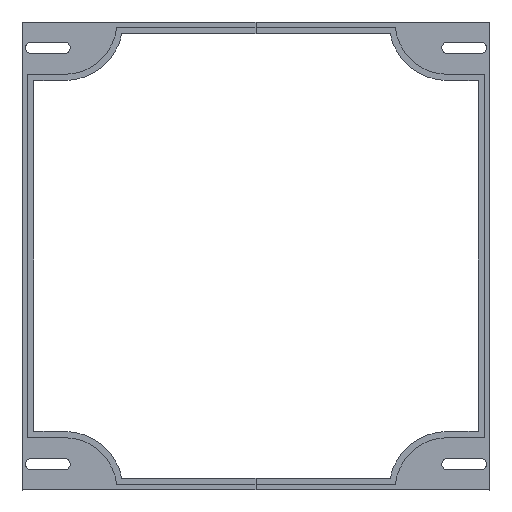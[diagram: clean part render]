
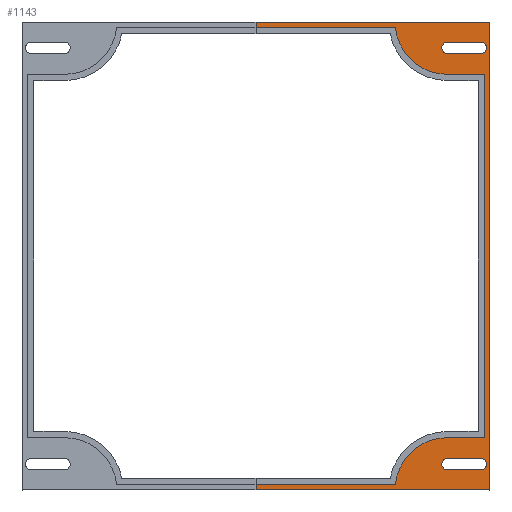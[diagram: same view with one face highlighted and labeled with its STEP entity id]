
A CAD part, top view. The second image highlights one B-rep face of the part: STEP entity #1143.
In plain terms, the highlighted planar face has unit normal (0, 0, 1).
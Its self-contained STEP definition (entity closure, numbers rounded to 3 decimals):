
#17=FACE_BOUND('',#144,.T.);
#18=FACE_BOUND('',#145,.T.);
#25=CIRCLE('',#1212,15.65);
#27=CIRCLE('',#1217,15.65);
#31=CIRCLE('',#1225,1.7);
#32=CIRCLE('',#1226,1.7);
#33=CIRCLE('',#1227,1.7);
#34=CIRCLE('',#1228,1.7);
#83=FACE_OUTER_BOUND('',#143,.T.);
#143=EDGE_LOOP('',(#809,#810,#811,#812,#813,#814,#815,#816,#817,#818,#819,
#820));
#144=EDGE_LOOP('',(#821,#822,#823,#824));
#145=EDGE_LOOP('',(#825,#826,#827,#828));
#201=LINE('',#1626,#337);
#205=LINE('',#1634,#341);
#208=LINE('',#1640,#344);
#213=LINE('',#1654,#349);
#218=LINE('',#1664,#354);
#226=LINE('',#1688,#362);
#233=LINE('',#1701,#369);
#234=LINE('',#1704,#370);
#235=LINE('',#1706,#371);
#236=LINE('',#1707,#372);
#237=LINE('',#1710,#373);
#238=LINE('',#1714,#374);
#239=LINE('',#1718,#375);
#240=LINE('',#1722,#376);
#337=VECTOR('',#1304,10.);
#341=VECTOR('',#1310,10.);
#344=VECTOR('',#1315,10.);
#349=VECTOR('',#1328,10.);
#354=VECTOR('',#1335,10.);
#362=VECTOR('',#1357,10.);
#369=VECTOR('',#1366,10.);
#370=VECTOR('',#1369,10.);
#371=VECTOR('',#1370,10.);
#372=VECTOR('',#1371,10.);
#373=VECTOR('',#1372,10.);
#374=VECTOR('',#1375,10.);
#375=VECTOR('',#1378,10.);
#376=VECTOR('',#1381,10.);
#473=VERTEX_POINT('',#1624);
#474=VERTEX_POINT('',#1625);
#477=VERTEX_POINT('',#1633);
#479=VERTEX_POINT('',#1639);
#481=VERTEX_POINT('',#1645);
#483=VERTEX_POINT('',#1651);
#486=VERTEX_POINT('',#1658);
#488=VERTEX_POINT('',#1662);
#497=VERTEX_POINT('',#1687);
#502=VERTEX_POINT('',#1699);
#503=VERTEX_POINT('',#1703);
#504=VERTEX_POINT('',#1705);
#505=VERTEX_POINT('',#1708);
#506=VERTEX_POINT('',#1709);
#507=VERTEX_POINT('',#1711);
#508=VERTEX_POINT('',#1713);
#509=VERTEX_POINT('',#1716);
#510=VERTEX_POINT('',#1717);
#511=VERTEX_POINT('',#1719);
#512=VERTEX_POINT('',#1721);
#585=EDGE_CURVE('',#473,#474,#201,.T.);
#589=EDGE_CURVE('',#477,#473,#205,.T.);
#592=EDGE_CURVE('',#479,#477,#208,.T.);
#595=EDGE_CURVE('',#481,#479,#25,.T.);
#599=EDGE_CURVE('',#483,#481,#213,.T.);
#604=EDGE_CURVE('',#488,#486,#218,.T.);
#605=EDGE_CURVE('',#474,#488,#27,.T.);
#616=EDGE_CURVE('',#486,#497,#226,.T.);
#623=EDGE_CURVE('',#483,#502,#233,.T.);
#624=EDGE_CURVE('',#502,#503,#234,.T.);
#625=EDGE_CURVE('',#503,#504,#235,.T.);
#626=EDGE_CURVE('',#504,#497,#236,.T.);
#627=EDGE_CURVE('',#505,#506,#237,.T.);
#628=EDGE_CURVE('',#506,#507,#31,.T.);
#629=EDGE_CURVE('',#507,#508,#238,.T.);
#630=EDGE_CURVE('',#508,#505,#32,.T.);
#631=EDGE_CURVE('',#509,#510,#239,.T.);
#632=EDGE_CURVE('',#510,#511,#33,.T.);
#633=EDGE_CURVE('',#511,#512,#240,.T.);
#634=EDGE_CURVE('',#512,#509,#34,.T.);
#809=ORIENTED_EDGE('',*,*,#623,.T.);
#810=ORIENTED_EDGE('',*,*,#624,.T.);
#811=ORIENTED_EDGE('',*,*,#625,.T.);
#812=ORIENTED_EDGE('',*,*,#626,.T.);
#813=ORIENTED_EDGE('',*,*,#616,.F.);
#814=ORIENTED_EDGE('',*,*,#604,.F.);
#815=ORIENTED_EDGE('',*,*,#605,.F.);
#816=ORIENTED_EDGE('',*,*,#585,.F.);
#817=ORIENTED_EDGE('',*,*,#589,.F.);
#818=ORIENTED_EDGE('',*,*,#592,.F.);
#819=ORIENTED_EDGE('',*,*,#595,.F.);
#820=ORIENTED_EDGE('',*,*,#599,.F.);
#821=ORIENTED_EDGE('',*,*,#627,.T.);
#822=ORIENTED_EDGE('',*,*,#628,.T.);
#823=ORIENTED_EDGE('',*,*,#629,.T.);
#824=ORIENTED_EDGE('',*,*,#630,.T.);
#825=ORIENTED_EDGE('',*,*,#631,.T.);
#826=ORIENTED_EDGE('',*,*,#632,.T.);
#827=ORIENTED_EDGE('',*,*,#633,.T.);
#828=ORIENTED_EDGE('',*,*,#634,.T.);
#1097=PLANE('',#1224);
#1143=ADVANCED_FACE('',(#83,#17,#18),#1097,.T.);
#1212=AXIS2_PLACEMENT_3D('',#1646,#1320,#1321);
#1217=AXIS2_PLACEMENT_3D('',#1666,#1338,#1339);
#1224=AXIS2_PLACEMENT_3D('',#1702,#1367,#1368);
#1225=AXIS2_PLACEMENT_3D('',#1712,#1373,#1374);
#1226=AXIS2_PLACEMENT_3D('',#1715,#1376,#1377);
#1227=AXIS2_PLACEMENT_3D('',#1720,#1379,#1380);
#1228=AXIS2_PLACEMENT_3D('',#1723,#1382,#1383);
#1304=DIRECTION('',(-1.,0.,0.));
#1310=DIRECTION('',(0.,1.,0.));
#1315=DIRECTION('',(1.,0.,0.));
#1320=DIRECTION('center_axis',(0.,0.,-1.));
#1321=DIRECTION('ref_axis',(0.,1.,0.));
#1328=DIRECTION('',(1.,0.,0.));
#1335=DIRECTION('',(-1.,0.,0.));
#1338=DIRECTION('center_axis',(0.,0.,-1.));
#1339=DIRECTION('ref_axis',(-0.994,-0.105,0.));
#1357=DIRECTION('',(0.,1.,0.));
#1366=DIRECTION('',(0.,-1.,0.));
#1367=DIRECTION('center_axis',(0.,0.,1.));
#1368=DIRECTION('ref_axis',(1.,0.,0.));
#1369=DIRECTION('',(1.,0.,0.));
#1370=DIRECTION('',(0.,1.,0.));
#1371=DIRECTION('',(-1.,0.,0.));
#1372=DIRECTION('',(1.,0.,0.));
#1373=DIRECTION('center_axis',(0.,0.,-1.));
#1374=DIRECTION('ref_axis',(0.,-1.,0.));
#1375=DIRECTION('',(-1.,0.,0.));
#1376=DIRECTION('center_axis',(0.,0.,-1.));
#1377=DIRECTION('ref_axis',(0.,1.,0.));
#1378=DIRECTION('',(-1.,0.,0.));
#1379=DIRECTION('center_axis',(0.,0.,-1.));
#1380=DIRECTION('ref_axis',(0.,1.,0.));
#1381=DIRECTION('',(1.,0.,0.));
#1382=DIRECTION('center_axis',(0.,0.,-1.));
#1383=DIRECTION('ref_axis',(0.,-1.,0.));
#1624=CARTESIAN_POINT('',(195.85,147.35,0.5));
#1625=CARTESIAN_POINT('',(184.75,147.35,0.5));
#1626=CARTESIAN_POINT('',(161.675,147.35,0.5));
#1633=CARTESIAN_POINT('',(195.85,38.65,0.5));
#1634=CARTESIAN_POINT('',(195.85,65.825,0.5));
#1639=CARTESIAN_POINT('',(184.75,38.65,0.5));
#1640=CARTESIAN_POINT('',(156.125,38.65,0.5));
#1645=CARTESIAN_POINT('',(169.187,24.65,0.5));
#1646=CARTESIAN_POINT('Origin',(184.75,23.,0.5));
#1651=CARTESIAN_POINT('',(127.5,24.65,0.5));
#1654=CARTESIAN_POINT('',(106.656,24.65,0.5));
#1658=CARTESIAN_POINT('',(127.5,161.35,0.5));
#1662=CARTESIAN_POINT('',(169.187,161.35,0.5));
#1664=CARTESIAN_POINT('',(148.344,161.35,0.5));
#1666=CARTESIAN_POINT('Origin',(184.75,163.,0.5));
#1687=CARTESIAN_POINT('',(127.5,163.,0.5));
#1688=CARTESIAN_POINT('',(127.5,58.,0.5));
#1699=CARTESIAN_POINT('',(127.5,23.,0.5));
#1701=CARTESIAN_POINT('',(127.5,58.,0.5));
#1702=CARTESIAN_POINT('Origin',(127.5,93.,0.5));
#1703=CARTESIAN_POINT('',(197.5,23.,0.5));
#1704=CARTESIAN_POINT('',(197.5,23.,0.5));
#1705=CARTESIAN_POINT('',(197.5,163.,0.5));
#1706=CARTESIAN_POINT('',(197.5,163.,0.5));
#1707=CARTESIAN_POINT('',(57.5,163.,0.5));
#1708=CARTESIAN_POINT('',(184.75,32.45,0.5));
#1709=CARTESIAN_POINT('',(194.75,32.45,0.5));
#1710=CARTESIAN_POINT('',(156.125,32.45,0.5));
#1711=CARTESIAN_POINT('',(194.75,29.05,0.5));
#1712=CARTESIAN_POINT('Origin',(194.75,30.75,0.5));
#1713=CARTESIAN_POINT('',(184.75,29.05,0.5));
#1714=CARTESIAN_POINT('',(161.125,29.05,0.5));
#1715=CARTESIAN_POINT('Origin',(184.75,30.75,0.5));
#1716=CARTESIAN_POINT('',(194.75,153.55,0.5));
#1717=CARTESIAN_POINT('',(184.75,153.55,0.5));
#1718=CARTESIAN_POINT('',(161.125,153.55,0.5));
#1719=CARTESIAN_POINT('',(184.75,156.95,0.5));
#1720=CARTESIAN_POINT('Origin',(184.75,155.25,0.5));
#1721=CARTESIAN_POINT('',(194.75,156.95,0.5));
#1722=CARTESIAN_POINT('',(156.125,156.95,0.5));
#1723=CARTESIAN_POINT('Origin',(194.75,155.25,0.5));
